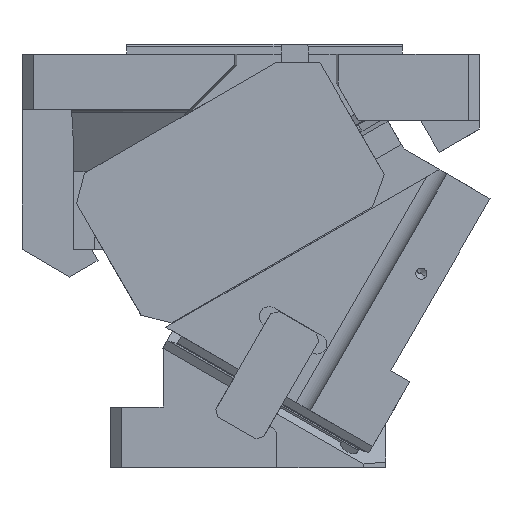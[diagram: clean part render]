
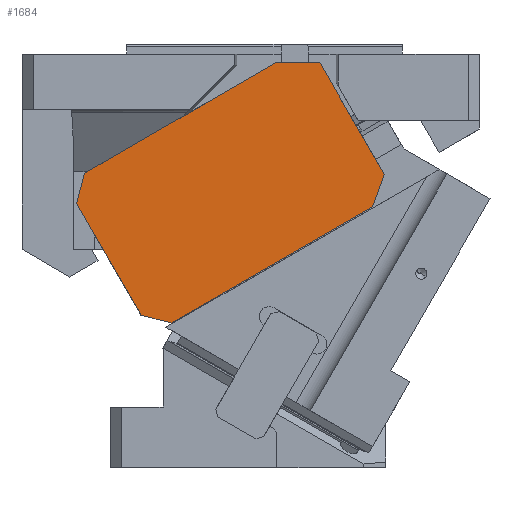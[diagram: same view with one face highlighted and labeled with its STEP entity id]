
A CAD part, front view. The second image highlights one B-rep face of the part: STEP entity #1684.
In plain terms, the highlighted planar face has unit normal (0, -1, 0).
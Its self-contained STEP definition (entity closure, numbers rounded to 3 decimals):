
#1550=CARTESIAN_POINT('Vertex',(-71.888,-164.,76.728)) ;
#1557=CARTESIAN_POINT('Vertex',(-61.246,-164.,105.966)) ;
#1560=CARTESIAN_POINT('Line Origine',(-66.567,-164.,91.347)) ;
#1577=CARTESIAN_POINT('Line Origine',(-163.325,-164.,23.937)) ;
#1581=CARTESIAN_POINT('Vertex',(-254.762,-164.,-28.855)) ;
#1601=CARTESIAN_POINT('Line Origine',(-268.422,-164.,-25.194)) ;
#1605=CARTESIAN_POINT('Vertex',(-282.083,-164.,-21.534)) ;
#1620=CARTESIAN_POINT('Axis2P3D Location',(-107.992,-164.,18.933)) ;
#1625=CARTESIAN_POINT('Line Origine',(-90.496,-164.,156.628)) ;
#1629=CARTESIAN_POINT('Vertex',(-119.746,-164.,207.291)) ;
#1632=CARTESIAN_POINT('Line Origine',(-139.746,-164.,207.291)) ;
#1636=CARTESIAN_POINT('Vertex',(-159.746,-164.,207.291)) ;
#1639=CARTESIAN_POINT('Line Origine',(-199.531,-164.,184.321)) ;
#1643=CARTESIAN_POINT('Vertex',(-239.315,-164.,161.352)) ;
#1646=CARTESIAN_POINT('Line Origine',(-273.189,-164.,141.795)) ;
#1650=CARTESIAN_POINT('Vertex',(-307.062,-164.,122.238)) ;
#1653=CARTESIAN_POINT('Line Origine',(-320.162,-164.,114.675)) ;
#1657=CARTESIAN_POINT('Vertex',(-333.262,-164.,107.111)) ;
#1660=CARTESIAN_POINT('Line Origine',(-336.922,-164.,93.451)) ;
#1664=CARTESIAN_POINT('Vertex',(-340.583,-164.,79.791)) ;
#1667=CARTESIAN_POINT('Line Origine',(-311.333,-164.,29.128)) ;
#1561=DIRECTION('Vector Direction',(0.342,0.,0.94)) ;
#1578=DIRECTION('Vector Direction',(0.866,0.,0.5)) ;
#1602=DIRECTION('Vector Direction',(-0.966,0.,0.259)) ;
#1621=DIRECTION('Axis2P3D Direction',(0.,1.,0.)) ;
#1622=DIRECTION('Axis2P3D XDirection',(0.866,0.,0.5)) ;
#1626=DIRECTION('Vector Direction',(-0.5,0.,0.866)) ;
#1633=DIRECTION('Vector Direction',(1.,0.,0.)) ;
#1640=DIRECTION('Vector Direction',(-0.866,0.,-0.5)) ;
#1647=DIRECTION('Vector Direction',(-0.866,0.,-0.5)) ;
#1654=DIRECTION('Vector Direction',(-0.866,0.,-0.5)) ;
#1661=DIRECTION('Vector Direction',(-0.259,0.,-0.966)) ;
#1668=DIRECTION('Vector Direction',(-0.5,0.,0.866)) ;
#1623=AXIS2_PLACEMENT_3D('Plane Axis2P3D',#1620,#1621,#1622) ;
#1673=ORIENTED_EDGE('',*,*,#1583,.T.) ;
#1674=ORIENTED_EDGE('',*,*,#1564,.T.) ;
#1675=ORIENTED_EDGE('',*,*,#1631,.T.) ;
#1676=ORIENTED_EDGE('',*,*,#1638,.F.) ;
#1677=ORIENTED_EDGE('',*,*,#1645,.T.) ;
#1678=ORIENTED_EDGE('',*,*,#1652,.T.) ;
#1679=ORIENTED_EDGE('',*,*,#1659,.T.) ;
#1680=ORIENTED_EDGE('',*,*,#1666,.T.) ;
#1681=ORIENTED_EDGE('',*,*,#1671,.F.) ;
#1682=ORIENTED_EDGE('',*,*,#1607,.F.) ;
#1562=VECTOR('Line Direction',#1561,1.) ;
#1579=VECTOR('Line Direction',#1578,1.) ;
#1603=VECTOR('Line Direction',#1602,1.) ;
#1627=VECTOR('Line Direction',#1626,1.) ;
#1634=VECTOR('Line Direction',#1633,1.) ;
#1641=VECTOR('Line Direction',#1640,1.) ;
#1648=VECTOR('Line Direction',#1647,1.) ;
#1655=VECTOR('Line Direction',#1654,1.) ;
#1662=VECTOR('Line Direction',#1661,1.) ;
#1669=VECTOR('Line Direction',#1668,1.) ;
#1684=ADVANCED_FACE('CAM HOLDER',(#1683),#1624,.F.) ;
#1564=EDGE_CURVE('',#1551,#1558,#1563,.T.) ;
#1583=EDGE_CURVE('',#1582,#1551,#1580,.T.) ;
#1607=EDGE_CURVE('',#1582,#1606,#1604,.T.) ;
#1631=EDGE_CURVE('',#1558,#1630,#1628,.T.) ;
#1638=EDGE_CURVE('',#1637,#1630,#1635,.T.) ;
#1645=EDGE_CURVE('',#1637,#1644,#1642,.T.) ;
#1652=EDGE_CURVE('',#1644,#1651,#1649,.T.) ;
#1659=EDGE_CURVE('',#1651,#1658,#1656,.T.) ;
#1666=EDGE_CURVE('',#1658,#1665,#1663,.T.) ;
#1671=EDGE_CURVE('',#1606,#1665,#1670,.T.) ;
#1672=EDGE_LOOP('',(#1673,#1674,#1675,#1676,#1677,#1678,#1679,#1680,#1681,#1682)) ;
#1683=FACE_OUTER_BOUND('',#1672,.T.) ;
#1563=LINE('Line',#1560,#1562) ;
#1580=LINE('Line',#1577,#1579) ;
#1604=LINE('Line',#1601,#1603) ;
#1628=LINE('Line',#1625,#1627) ;
#1635=LINE('Line',#1632,#1634) ;
#1642=LINE('Line',#1639,#1641) ;
#1649=LINE('Line',#1646,#1648) ;
#1656=LINE('Line',#1653,#1655) ;
#1663=LINE('Line',#1660,#1662) ;
#1670=LINE('Line',#1667,#1669) ;
#1624=PLANE('Plane',#1623) ;
#1551=VERTEX_POINT('',#1550) ;
#1558=VERTEX_POINT('',#1557) ;
#1582=VERTEX_POINT('',#1581) ;
#1606=VERTEX_POINT('',#1605) ;
#1630=VERTEX_POINT('',#1629) ;
#1637=VERTEX_POINT('',#1636) ;
#1644=VERTEX_POINT('',#1643) ;
#1651=VERTEX_POINT('',#1650) ;
#1658=VERTEX_POINT('',#1657) ;
#1665=VERTEX_POINT('',#1664) ;
